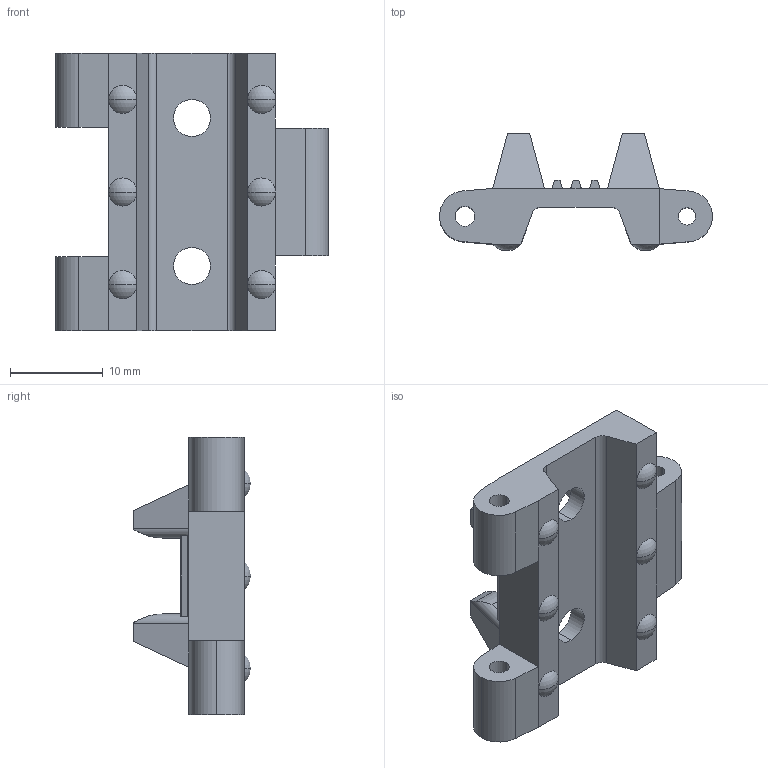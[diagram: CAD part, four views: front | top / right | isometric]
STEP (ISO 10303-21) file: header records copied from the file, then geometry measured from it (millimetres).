
FILE_DESCRIPTION (( 'STEP AP214' ), '1' );
FILE_NAME ('Track V2.0薩湍.step', '2016-10-28T04:19:39', ( 'dell' ), ( '' ), 'SwSTEP 2.0', 'SolidWorks 2013', '' );
FILE_SCHEMA (( 'AUTOMOTIVE_DESIGN' ));
Length unit declared in the file: millimetre
Products named in the file (1): Track V2.0薩湍
Bounding box: 29.5 x 12.7 x 30 mm (x, y, z)
Volume: 3205.4 mm3; surface area: 2718.7 mm2
Topology: 1 solids, 1 shells, 164 faces, 452 edges, 296 vertices
Faces by surface type: plane 89, cylinder 63, sphere 12
Entity records: 5578 total; most frequent: CARTESIAN_POINT 1317, ORIENTED_EDGE 904, DIRECTION 814, EDGE_CURVE 452, VERTEX_POINT 296, AXIS2_PLACEMENT_3D 277, LINE 260, VECTOR 260
